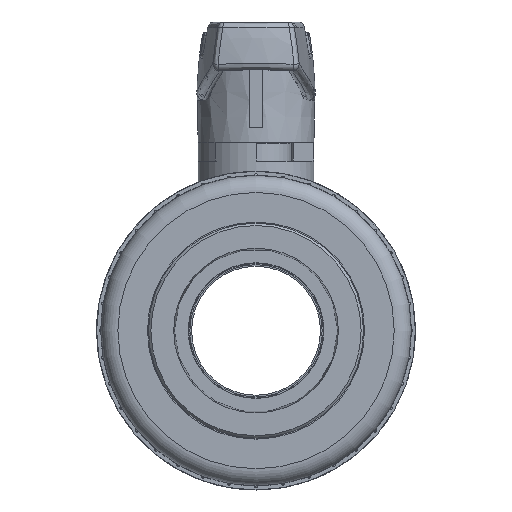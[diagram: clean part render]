
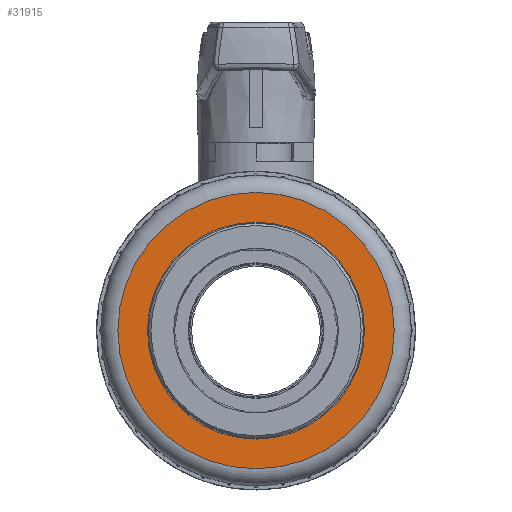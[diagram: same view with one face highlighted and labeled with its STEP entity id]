
A CAD part, left-side view. The second image highlights one B-rep face of the part: STEP entity #31915.
In plain terms, the highlighted face is planar.
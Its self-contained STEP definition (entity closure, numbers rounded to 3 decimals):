
#192=FACE_BOUND('',#5869,.T.);
#1546=CIRCLE('',#34266,40.75);
#1547=CIRCLE('',#34267,32.);
#2728=PLANE('',#34265);
#3982=FACE_OUTER_BOUND('',#5868,.T.);
#5868=EDGE_LOOP('',(#25607));
#5869=EDGE_LOOP('',(#25608));
#14642=VERTEX_POINT('',#64936);
#14643=VERTEX_POINT('',#64938);
#18622=EDGE_CURVE('',#14642,#14642,#1546,.T.);
#18623=EDGE_CURVE('',#14643,#14643,#1547,.T.);
#25607=ORIENTED_EDGE('',*,*,#18622,.T.);
#25608=ORIENTED_EDGE('',*,*,#18623,.T.);
#31915=ADVANCED_FACE('',(#3982,#192),#2728,.F.);
#34265=AXIS2_PLACEMENT_3D('',#64935,#39227,#39228);
#34266=AXIS2_PLACEMENT_3D('',#64937,#39229,#39230);
#34267=AXIS2_PLACEMENT_3D('',#64939,#39231,#39232);
#39227=DIRECTION('center_axis',(-1.,0.,0.));
#39228=DIRECTION('ref_axis',(0.,1.,0.));
#39229=DIRECTION('center_axis',(1.,0.,0.));
#39230=DIRECTION('ref_axis',(0.,-1.,0.));
#39231=DIRECTION('center_axis',(-1.,0.,0.));
#39232=DIRECTION('ref_axis',(0.,0.,-1.));
#64935=CARTESIAN_POINT('Origin',(-215.,-47.,0.));
#64936=CARTESIAN_POINT('',(-215.,-42.,0.));
#64937=CARTESIAN_POINT('Origin',(-215.,-1.25,0.));
#64938=CARTESIAN_POINT('',(-215.,-1.25,-32.));
#64939=CARTESIAN_POINT('Origin',(-215.,-1.25,0.));
